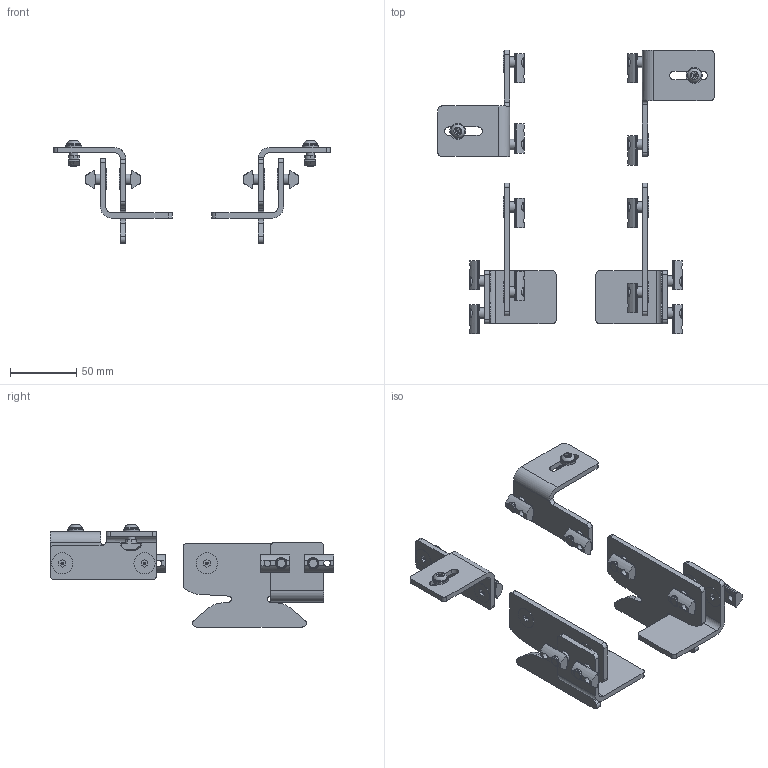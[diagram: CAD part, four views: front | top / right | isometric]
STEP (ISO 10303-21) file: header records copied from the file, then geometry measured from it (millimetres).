
FILE_DESCRIPTION(('FreeCAD Model'),'2;1');
FILE_NAME('Open CASCADE Shape Model','2024-03-20T11:01:08',(''),(''), 'Open CASCADE STEP processor 7.6','FreeCAD','Unknown');
FILE_SCHEMA(('AUTOMOTIVE_DESIGN { 1 0 10303 214 1 1 1 1 }'));
Length unit declared in the file: millimetre
Products named in the file (9): STI8-SSS8; 093WH4008083; 093WH4008085; 093WH40080832; 093WH4008082; 093WH40080822; 093WH4008081; 093WH4008084; 093WH4008081_2
Assembly tree (20 placements, depth 2):
  STI8-SSS8
    093WH4008083
    093WH4008085  x12
    093WH40080832
    093WH4008082
    093WH40080822
    093WH4008081
    093WH4008084  x2
    093WH4008081_2
Bounding box: 208 x 213.5 x 76.9 mm (x, y, z)
Volume: 127397.4 mm3; surface area: 81165.6 mm2
Topology: 20 solids, 20 shells, 1018 faces, 2656 edges, 1728 vertices
Faces by surface type: plane 550, cylinder 392, cone 56, revolution 14, torus 4, sphere 2
Full cylindrical faces by diameter (mm): 1.7 x2, 1.9 x12, 5 x12, 6 x4, 6.1 x2, 8 x12, 9 x12, 10.5 x2, 12 x2, 16 x12
Entity records: 23891 total; most frequent: CARTESIAN_POINT 6521, DIRECTION 3139, LINE 1678, VECTOR 1678, ORIENTED_EDGE 1652, PCURVE 1652, DEFINITIONAL_REPRESENTATION 1652, EDGE_CURVE 826
